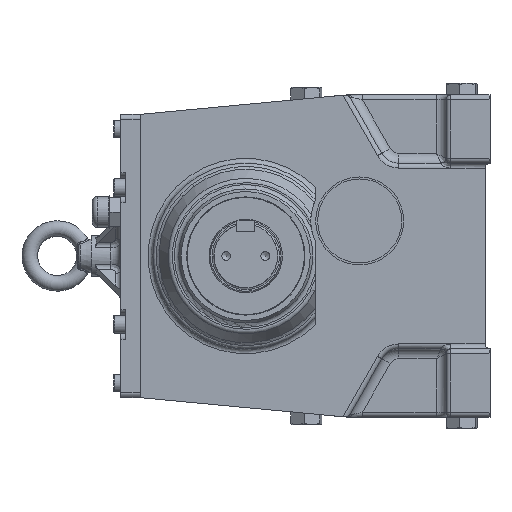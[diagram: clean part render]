
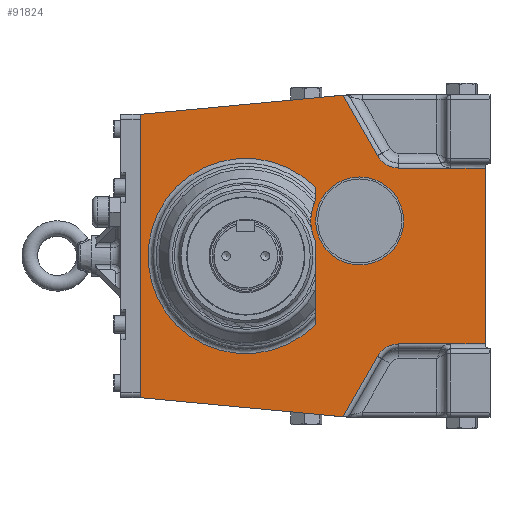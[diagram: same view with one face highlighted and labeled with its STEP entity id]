
A CAD part, left-side view. The second image highlights one B-rep face of the part: STEP entity #91824.
In plain terms, the highlighted planar face has unit normal (-1, 0, 0).
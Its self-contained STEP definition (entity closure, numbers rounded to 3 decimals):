
#645 = EDGE_CURVE ( 'NONE', #68987, #65197, #68086, .T. ) ;
#1898 = VECTOR ( 'NONE', #61446, 1000. ) ;
#2397 = ORIENTED_EDGE ( 'NONE', *, *, #66430, .F. ) ;
#3105 = DIRECTION ( 'NONE',  ( 0., -1., 0. ) ) ;
#3566 = CARTESIAN_POINT ( 'NONE',  ( -262., -245., 95. ) ) ;
#3960 = AXIS2_PLACEMENT_3D ( 'NONE', #61748, #69965, #3105 ) ;
#4146 = VERTEX_POINT ( 'NONE', #76974 ) ;
#5063 = DIRECTION ( 'NONE',  ( 1., 0., 0. ) ) ;
#6310 = EDGE_CURVE ( 'NONE', #86284, #68987, #13967, .T. ) ;
#6720 = EDGE_CURVE ( 'NONE', #75353, #93682, #46280, .T. ) ;
#6996 = CARTESIAN_POINT ( 'NONE',  ( -262., -134.9, 102.597 ) ) ;
#7064 = CARTESIAN_POINT ( 'NONE',  ( -262., -100.659, 162.519 ) ) ;
#7141 = AXIS2_PLACEMENT_3D ( 'NONE', #66658, #58435, #74873 ) ;
#7477 = FACE_BOUND ( 'NONE', #104997, .T. ) ;
#7860 = LINE ( 'NONE', #57237, #48063 ) ;
#8737 = CARTESIAN_POINT ( 'NONE',  ( -262., -156.606, 90. ) ) ;
#10848 = VERTEX_POINT ( 'NONE', #87383 ) ;
#11480 = VECTOR ( 'NONE', #34753, 1000. ) ;
#11500 = CARTESIAN_POINT ( 'NONE',  ( -262., -210., -90. ) ) ;
#12984 = VERTEX_POINT ( 'NONE', #21915 ) ;
#13297 = CARTESIAN_POINT ( 'NONE',  ( -262., -116.6, 35.9 ) ) ;
#13437 = DIRECTION ( 'NONE',  ( 0., 1., 0. ) ) ;
#13967 = LINE ( 'NONE', #97835, #74409 ) ;
#14072 = DIRECTION ( 'NONE',  ( 0., -1., 0. ) ) ;
#14616 = CARTESIAN_POINT ( 'NONE',  ( -262., -250., -90. ) ) ;
#15590 = EDGE_CURVE ( 'NONE', #41214, #73413, #104547, .T. ) ;
#16528 = DIRECTION ( 'NONE',  ( 0., 0., -1. ) ) ;
#16943 = ORIENTED_EDGE ( 'NONE', *, *, #78710, .T. ) ;
#19093 = CARTESIAN_POINT ( 'NONE',  ( -262., -116.6, 35.9 ) ) ;
#19695 = CARTESIAN_POINT ( 'NONE',  ( -262., -71., 56.41 ) ) ;
#20487 = DIRECTION ( 'NONE',  ( 1., 0., 0. ) ) ;
#21291 = EDGE_LOOP ( 'NONE', ( #21869, #52956, #88694, #61056, #48911, #72432, #2397, #38785, #100697, #101454, #63500, #68805 ) ) ;
#21869 = ORIENTED_EDGE ( 'NONE', *, *, #38881, .F. ) ;
#21915 = CARTESIAN_POINT ( 'NONE',  ( -262., 108., -145. ) ) ;
#22299 = EDGE_CURVE ( 'NONE', #10848, #75353, #87172, .T. ) ;
#22463 = CARTESIAN_POINT ( 'NONE',  ( -262., -156.606, -90. ) ) ;
#22647 = LINE ( 'NONE', #93796, #73954 ) ;
#23202 = CIRCLE ( 'NONE', #80908, 45. ) ;
#24394 = VECTOR ( 'NONE', #89229, 1000. ) ;
#24482 = FACE_OUTER_BOUND ( 'NONE', #21291, .T. ) ;
#24499 = CARTESIAN_POINT ( 'NONE',  ( -262., -105., 165. ) ) ;
#26110 = CARTESIAN_POINT ( 'NONE',  ( -262., -71., 70.42 ) ) ;
#26145 = DIRECTION ( 'NONE',  ( 0., -0.996, 0.093 ) ) ;
#27052 = AXIS2_PLACEMENT_3D ( 'NONE', #52232, #44032, #78005 ) ;
#27348 = CARTESIAN_POINT ( 'NONE',  ( -262., -245., 90. ) ) ;
#27364 = DIRECTION ( 'NONE',  ( 1., 0., 0. ) ) ;
#27990 = CARTESIAN_POINT ( 'NONE',  ( -262., -210., 90. ) ) ;
#28241 = CIRCLE ( 'NONE', #105226, 100. ) ;
#30428 = DIRECTION ( 'NONE',  ( 0., 0., -1. ) ) ;
#30775 = VERTEX_POINT ( 'NONE', #6996 ) ;
#34753 = DIRECTION ( 'NONE',  ( 0., 0., -1. ) ) ;
#34870 = LINE ( 'NONE', #24499, #58125 ) ;
#35194 = DIRECTION ( 'NONE',  ( 0., 1., 0. ) ) ;
#36589 = ORIENTED_EDGE ( 'NONE', *, *, #39554, .T. ) ;
#38514 = DIRECTION ( 'NONE',  ( 0., -1., 0. ) ) ;
#38785 = ORIENTED_EDGE ( 'NONE', *, *, #88262, .F. ) ;
#38881 = EDGE_CURVE ( 'NONE', #86284, #73413, #45231, .T. ) ;
#39350 = PLANE ( 'NONE',  #7141 ) ;
#39554 = EDGE_CURVE ( 'NONE', #100483, #100483, #23202, .T. ) ;
#39781 = VECTOR ( 'NONE', #50355, 1000. ) ;
#40217 = EDGE_CURVE ( 'NONE', #45721, #4146, #34870, .T. ) ;
#40732 = ORIENTED_EDGE ( 'NONE', *, *, #63505, .T. ) ;
#41214 = VERTEX_POINT ( 'NONE', #11500 ) ;
#44032 = DIRECTION ( 'NONE',  ( 1., 0., 0. ) ) ;
#45231 = LINE ( 'NONE', #3566, #92993 ) ;
#45721 = VERTEX_POINT ( 'NONE', #68111 ) ;
#45902 = LINE ( 'NONE', #61248, #69255 ) ;
#46280 = CIRCLE ( 'NONE', #27052, 25. ) ;
#47079 = LINE ( 'NONE', #80484, #24394 ) ;
#48063 = VECTOR ( 'NONE', #82407, 1000. ) ;
#48447 = CIRCLE ( 'NONE', #64256, 50. ) ;
#48763 = LINE ( 'NONE', #7064, #39781 ) ;
#48911 = ORIENTED_EDGE ( 'NONE', *, *, #70422, .T. ) ;
#50355 = DIRECTION ( 'NONE',  ( 0., 0.496, 0.868 ) ) ;
#51201 = CIRCLE ( 'NONE', #3960, 25. ) ;
#52232 = CARTESIAN_POINT ( 'NONE',  ( -262., -156.606, -115. ) ) ;
#52908 = CARTESIAN_POINT ( 'NONE',  ( -262., -71., 15.39 ) ) ;
#52956 = ORIENTED_EDGE ( 'NONE', *, *, #6310, .T. ) ;
#56382 = EDGE_CURVE ( 'NONE', #106261, #102911, #106752, .T. ) ;
#57237 = CARTESIAN_POINT ( 'NONE',  ( -262., 91., -90. ) ) ;
#58125 = VECTOR ( 'NONE', #26145, 1000. ) ;
#58435 = DIRECTION ( 'NONE',  ( -1., 0., 0. ) ) ;
#59486 = CARTESIAN_POINT ( 'NONE',  ( -262., -134.9, -102.597 ) ) ;
#60379 = EDGE_CURVE ( 'NONE', #65197, #30775, #51201, .T. ) ;
#60715 = DIRECTION ( 'NONE',  ( 0., 0.996, 0.093 ) ) ;
#61056 = ORIENTED_EDGE ( 'NONE', *, *, #60379, .T. ) ;
#61248 = CARTESIAN_POINT ( 'NONE',  ( -262., 108., -145. ) ) ;
#61446 = DIRECTION ( 'NONE',  ( 0., -0.496, 0.868 ) ) ;
#61748 = CARTESIAN_POINT ( 'NONE',  ( -262., -156.606, 115. ) ) ;
#62549 = CARTESIAN_POINT ( 'NONE',  ( -262., -66.83, -221.719 ) ) ;
#63500 = ORIENTED_EDGE ( 'NONE', *, *, #85347, .T. ) ;
#63505 = EDGE_CURVE ( 'NONE', #81433, #106261, #28241, .T. ) ;
#63763 = CARTESIAN_POINT ( 'NONE',  ( -262., 0., 0. ) ) ;
#64256 = AXIS2_PLACEMENT_3D ( 'NONE', #19093, #27364, #85918 ) ;
#65197 = VERTEX_POINT ( 'NONE', #8737 ) ;
#66430 = EDGE_CURVE ( 'NONE', #12984, #45721, #47079, .T. ) ;
#66658 = CARTESIAN_POINT ( 'NONE',  ( -262., 91., -131.53 ) ) ;
#66958 = CARTESIAN_POINT ( 'NONE',  ( -262., -71., -70.42 ) ) ;
#68086 = LINE ( 'NONE', #77397, #106834 ) ;
#68111 = CARTESIAN_POINT ( 'NONE',  ( -262., 108., 145. ) ) ;
#68805 = ORIENTED_EDGE ( 'NONE', *, *, #15590, .T. ) ;
#68987 = VERTEX_POINT ( 'NONE', #27990 ) ;
#69255 = VECTOR ( 'NONE', #60715, 1000. ) ;
#69965 = DIRECTION ( 'NONE',  ( 1., 0., 0. ) ) ;
#70422 = EDGE_CURVE ( 'NONE', #30775, #4146, #48763, .T. ) ;
#70907 = EDGE_CURVE ( 'NONE', #105171, #102911, #48447, .T. ) ;
#72432 = ORIENTED_EDGE ( 'NONE', *, *, #40217, .F. ) ;
#72682 = ORIENTED_EDGE ( 'NONE', *, *, #70907, .F. ) ;
#73413 = VERTEX_POINT ( 'NONE', #97207 ) ;
#73954 = VECTOR ( 'NONE', #16528, 1000. ) ;
#74409 = VECTOR ( 'NONE', #13437, 1000. ) ;
#74873 = DIRECTION ( 'NONE',  ( 0., -1., 0. ) ) ;
#75353 = VERTEX_POINT ( 'NONE', #59486 ) ;
#76974 = CARTESIAN_POINT ( 'NONE',  ( -262., -99.534, 164.487 ) ) ;
#77397 = CARTESIAN_POINT ( 'NONE',  ( -262., -156.606, 90. ) ) ;
#78005 = DIRECTION ( 'NONE',  ( 0., -1., 0. ) ) ;
#78710 = EDGE_CURVE ( 'NONE', #105171, #81433, #22647, .T. ) ;
#79385 = VECTOR ( 'NONE', #14072, 1000. ) ;
#80484 = CARTESIAN_POINT ( 'NONE',  ( -262., 108., -145. ) ) ;
#80908 = AXIS2_PLACEMENT_3D ( 'NONE', #13297, #5063, #38514 ) ;
#81433 = VERTEX_POINT ( 'NONE', #66958 ) ;
#82407 = DIRECTION ( 'NONE',  ( 0., -1., 0. ) ) ;
#85347 = EDGE_CURVE ( 'NONE', #93682, #41214, #7860, .T. ) ;
#85918 = DIRECTION ( 'NONE',  ( 0., 0., 1. ) ) ;
#86284 = VERTEX_POINT ( 'NONE', #27348 ) ;
#87172 = LINE ( 'NONE', #62549, #1898 ) ;
#87383 = CARTESIAN_POINT ( 'NONE',  ( -262., -99.534, -164.487 ) ) ;
#88262 = EDGE_CURVE ( 'NONE', #10848, #12984, #45902, .T. ) ;
#88694 = ORIENTED_EDGE ( 'NONE', *, *, #645, .T. ) ;
#89229 = DIRECTION ( 'NONE',  ( 0., 0., 1. ) ) ;
#90762 = EDGE_LOOP ( 'NONE', ( #16943, #40732, #91929, #72682 ) ) ;
#91824 = ADVANCED_FACE ( 'NONE', ( #24482, #7477, #106200 ), #39350, .T. ) ;
#91929 = ORIENTED_EDGE ( 'NONE', *, *, #56382, .T. ) ;
#92993 = VECTOR ( 'NONE', #30428, 1000. ) ;
#93682 = VERTEX_POINT ( 'NONE', #22463 ) ;
#93796 = CARTESIAN_POINT ( 'NONE',  ( -262., -71., 63.119 ) ) ;
#94403 = CARTESIAN_POINT ( 'NONE',  ( -262., -161.6, 35.9 ) ) ;
#97193 = DIRECTION ( 'NONE',  ( 0., -1., 0. ) ) ;
#97207 = CARTESIAN_POINT ( 'NONE',  ( -262., -245., -90. ) ) ;
#97835 = CARTESIAN_POINT ( 'NONE',  ( -262., -205., 90. ) ) ;
#100483 = VERTEX_POINT ( 'NONE', #94403 ) ;
#100697 = ORIENTED_EDGE ( 'NONE', *, *, #22299, .T. ) ;
#101454 = ORIENTED_EDGE ( 'NONE', *, *, #6720, .T. ) ;
#102911 = VERTEX_POINT ( 'NONE', #19695 ) ;
#104547 = LINE ( 'NONE', #14616, #79385 ) ;
#104997 = EDGE_LOOP ( 'NONE', ( #36589 ) ) ;
#105171 = VERTEX_POINT ( 'NONE', #52908 ) ;
#105226 = AXIS2_PLACEMENT_3D ( 'NONE', #63763, #20487, #97193 ) ;
#106200 = FACE_BOUND ( 'NONE', #90762, .T. ) ;
#106236 = CARTESIAN_POINT ( 'NONE',  ( -262., -71., 63.119 ) ) ;
#106261 = VERTEX_POINT ( 'NONE', #26110 ) ;
#106752 = LINE ( 'NONE', #106236, #11480 ) ;
#106834 = VECTOR ( 'NONE', #35194, 1000. ) ;
